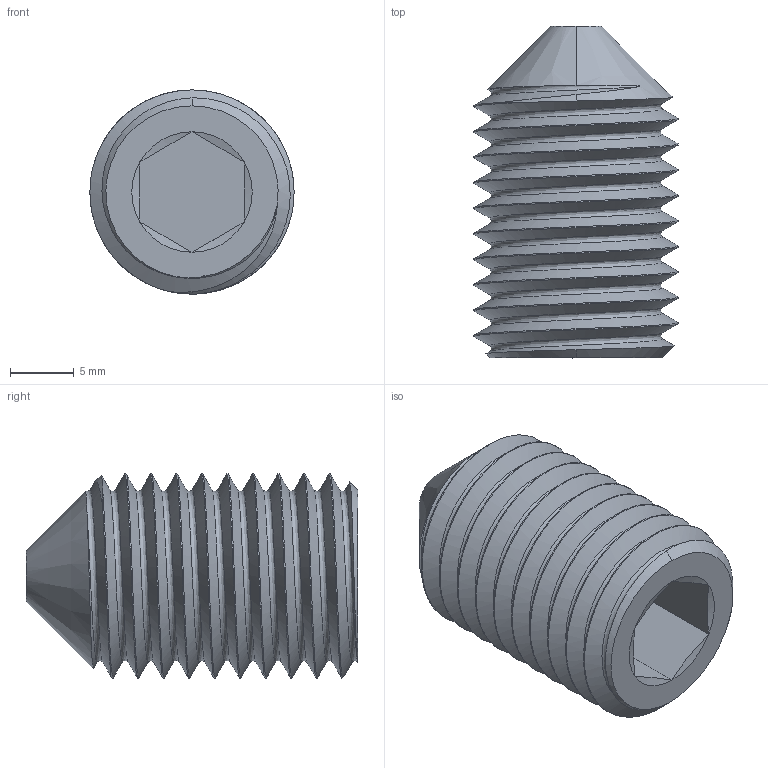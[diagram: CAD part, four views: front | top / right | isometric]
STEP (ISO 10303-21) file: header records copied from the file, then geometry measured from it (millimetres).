
FILE_DESCRIPTION (( 'STEP AP214' ), '1' );
FILE_NAME ('M16.STEP', '2019-03-27T17:43:01', ( '' ), ( '' ), 'SwSTEP 2.0', 'SolidWorks 2018', '' );
FILE_SCHEMA (( 'AUTOMOTIVE_DESIGN' ));
Length unit declared in the file: millimetre
Products named in the file (1): M16
Bounding box: 16 x 26 x 16 mm (x, y, z)
Volume: 3342.4 mm3; surface area: 2246.8 mm2
Topology: 1 solids, 1 shells, 44 faces, 110 edges, 69 vertices
Faces by surface type: cylinder 20, cone 12, plane 9, bspline 3
Entity records: 4645 total; most frequent: CARTESIAN_POINT 3727, ORIENTED_EDGE 220, DIRECTION 146, EDGE_CURVE 110, VERTEX_POINT 69, AXIS2_PLACEMENT_3D 55, EDGE_LOOP 45, FACE_OUTER_BOUND 44
